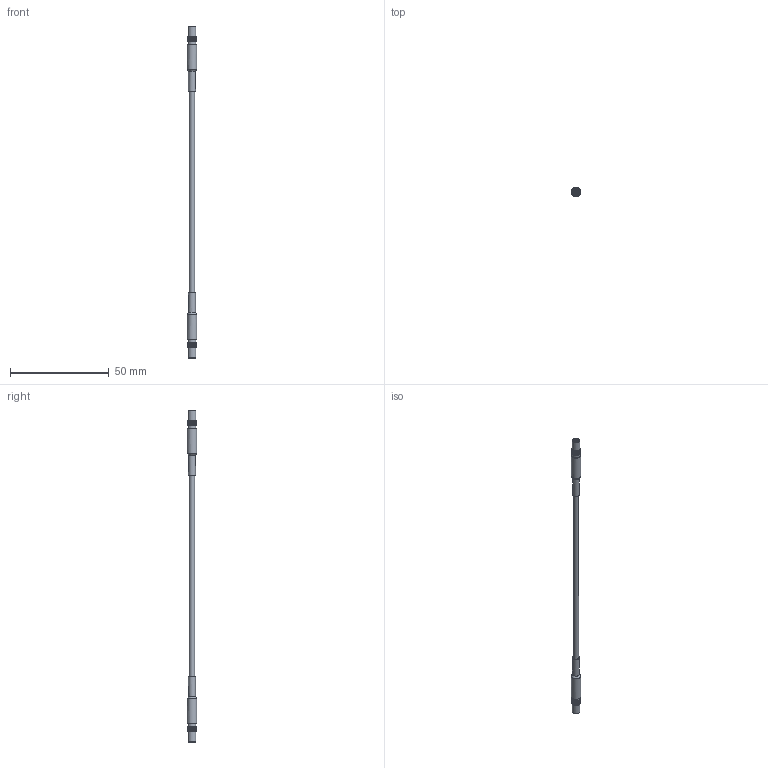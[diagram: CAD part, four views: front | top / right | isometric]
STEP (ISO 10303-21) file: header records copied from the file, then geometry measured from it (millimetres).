
FILE_DESCRIPTION (( 'STEP AP203' ), '1' );
FILE_NAME ('FMC2424174_3D.step', '2021-12-17T19:49:04', ( '' ), ( '' ), 'SwSTEP 2.0', 'SolidWorks 2021', '' );
FILE_SCHEMA (( 'CONFIG_CONTROL_DESIGN' ));
Length unit declared in the file: inch
Products named in the file (3): RG174^FMC2424174_RG174; FMC2424174_3D; SC9561^FMC2424174_Heat Shrink
Assembly tree (3 placements, depth 2):
  FMC2424174_3D
    RG174^FMC2424174_RG174
    SC9561^FMC2424174_Heat Shrink  x2
Bounding box: 4.75 x 4.75 x 168.46 mm (x, y, z)
Volume: 1437.3 mm3; surface area: 1842.8 mm2
Topology: 3 solids, 3 shells, 4789 faces, 9909 edges, 5134 vertices
Faces by surface type: bspline 3842, cylinder 901, plane 30, cone 16
Full cylindrical faces by diameter (mm): 0.419 x2, 0.673 x2, 1.689 x2, 2.41 x2, 2.591 x1, 2.88 x2, 3 x2, 3.556 x2, 3.988 x4, 4.75 x2
Entity records: 82237 total; most frequent: CARTESIAN_POINT 52740, ORIENTED_EDGE 9864, EDGE_CURVE 4932, VERTEX_POINT 2562, EDGE_LOOP 2418, FACE_OUTER_BOUND 2408, ADVANCED_FACE 2396, B_SPLINE_CURVE_WITH_KNOTS 2165
